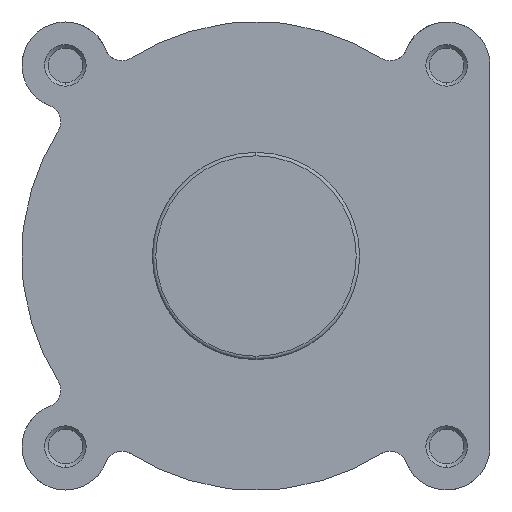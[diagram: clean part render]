
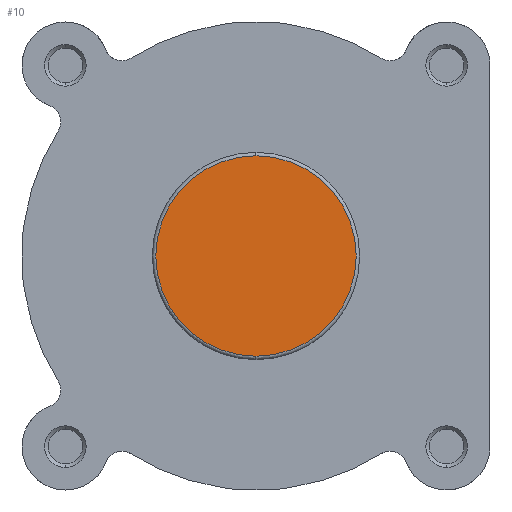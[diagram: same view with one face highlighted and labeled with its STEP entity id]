
A CAD part, left-side view. The second image highlights one B-rep face of the part: STEP entity #10.
In plain terms, the highlighted planar face has unit normal (-1, 0, 0).
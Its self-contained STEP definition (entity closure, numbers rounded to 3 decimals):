
#10 = ADVANCED_FACE ( 'NONE', ( #1734 ), #475, .F. ) ;
#402 = VERTEX_POINT ( 'NONE', #1076 ) ;
#421 = VERTEX_POINT ( 'NONE', #1095 ) ;
#474 = CARTESIAN_POINT ( 'NONE',  ( 0., 29.9, 0. ) ) ;
#475 = PLANE ( 'NONE',  #3408 ) ;
#477 = DIRECTION ( 'NONE',  ( 1., 0., 0. ) ) ;
#478 = DIRECTION ( 'NONE',  ( 0., 0., -1. ) ) ;
#1076 = CARTESIAN_POINT ( 'NONE',  ( 0., 0., -28.9 ) ) ;
#1095 = CARTESIAN_POINT ( 'NONE',  ( 0., 0., 28.9 ) ) ;
#1548 = ORIENTED_EDGE ( 'NONE', *, *, #3368, .T. ) ;
#1549 = ORIENTED_EDGE ( 'NONE', *, *, #3257, .T. ) ;
#1734 = FACE_OUTER_BOUND ( 'NONE', #7348, .T. ) ;
#3257 = EDGE_CURVE ( 'NONE', #402, #421, #5637, .T. ) ;
#3368 = EDGE_CURVE ( 'NONE', #421, #402, #5794, .T. ) ;
#3408 = AXIS2_PLACEMENT_3D ( 'NONE', #474, #477, #478 ) ;
#4683 = CARTESIAN_POINT ( 'NONE',  ( 0., 0., 0. ) ) ;
#4684 = DIRECTION ( 'NONE',  ( -1., 0., 0. ) ) ;
#4685 = DIRECTION ( 'NONE',  ( 0., 0., -1. ) ) ;
#5078 = AXIS2_PLACEMENT_3D ( 'NONE', #4683, #4684, #4685 ) ;
#5141 = AXIS2_PLACEMENT_3D ( 'NONE', #6352, #6354, #6355 ) ;
#5637 = CIRCLE ( 'NONE', #5078, 28.9 ) ;
#5794 = CIRCLE ( 'NONE', #5141, 28.9 ) ;
#6352 = CARTESIAN_POINT ( 'NONE',  ( 0., 0., 0. ) ) ;
#6354 = DIRECTION ( 'NONE',  ( -1., 0., 0. ) ) ;
#6355 = DIRECTION ( 'NONE',  ( 0., 0., -1. ) ) ;
#7348 = EDGE_LOOP ( 'NONE', ( #1549, #1548 ) ) ;
